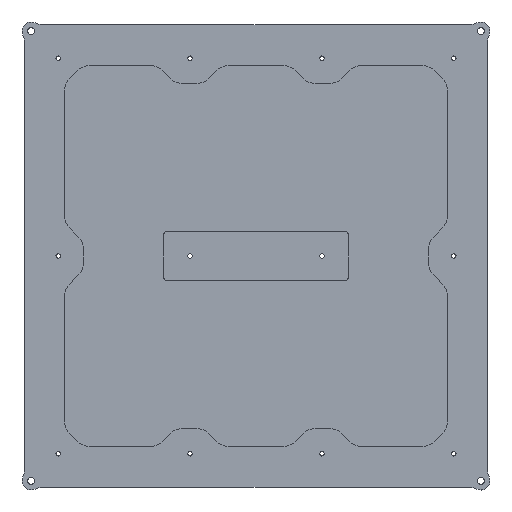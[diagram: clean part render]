
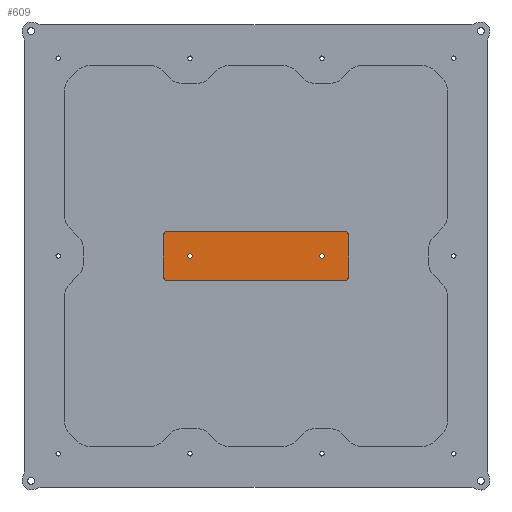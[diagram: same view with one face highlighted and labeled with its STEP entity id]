
A CAD part, top view. The second image highlights one B-rep face of the part: STEP entity #609.
In plain terms, the highlighted planar face has unit normal (0, 0, 1).
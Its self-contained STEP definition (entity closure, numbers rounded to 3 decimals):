
#92 = DIRECTION ( 'NONE',  ( 1., 0., 0. ) ) ;
#153 = DIRECTION ( 'NONE',  ( 0., 0., 1. ) ) ;
#163 = CIRCLE ( 'NONE', #2907, 1.025 ) ;
#182 = AXIS2_PLACEMENT_3D ( 'NONE', #3861, #622, #2450 ) ;
#202 = DIRECTION ( 'NONE',  ( 1., 0., 0. ) ) ;
#223 = FACE_BOUND ( 'NONE', #1313, .T. ) ;
#250 = CARTESIAN_POINT ( 'NONE',  ( -43., -11.5, 4. ) ) ;
#255 = EDGE_CURVE ( 'NONE', #2737, #286, #1811, .T. ) ;
#260 = CIRCLE ( 'NONE', #182, 2.5 ) ;
#286 = VERTEX_POINT ( 'NONE', #1106 ) ;
#308 = CARTESIAN_POINT ( 'NONE',  ( -29.475, 0., 4. ) ) ;
#384 = VERTEX_POINT ( 'NONE', #308 ) ;
#438 = ORIENTED_EDGE ( 'NONE', *, *, #957, .T. ) ;
#469 = CARTESIAN_POINT ( 'NONE',  ( -30.5, 0., 4. ) ) ;
#515 = DIRECTION ( 'NONE',  ( 1., 0., 0. ) ) ;
#578 = AXIS2_PLACEMENT_3D ( 'NONE', #1303, #3155, #4166 ) ;
#601 = VERTEX_POINT ( 'NONE', #4198 ) ;
#609 = ADVANCED_FACE ( 'NONE', ( #4605, #223, #2484 ), #656, .T. ) ;
#622 = DIRECTION ( 'NONE',  ( 0., 0., 1. ) ) ;
#631 = DIRECTION ( 'NONE',  ( 0., 0., 1. ) ) ;
#632 = EDGE_CURVE ( 'NONE', #286, #1540, #4625, .T. ) ;
#647 = DIRECTION ( 'NONE',  ( 1., 0., 0. ) ) ;
#656 = PLANE ( 'NONE',  #3269 ) ;
#666 = VERTEX_POINT ( 'NONE', #933 ) ;
#773 = CARTESIAN_POINT ( 'NONE',  ( 40.5, 9., 4. ) ) ;
#799 = ORIENTED_EDGE ( 'NONE', *, *, #825, .T. ) ;
#825 = EDGE_CURVE ( 'NONE', #2569, #2737, #1567, .T. ) ;
#844 = EDGE_LOOP ( 'NONE', ( #3359, #2594 ) ) ;
#878 = DIRECTION ( 'NONE',  ( 1., 0., 0. ) ) ;
#933 = CARTESIAN_POINT ( 'NONE',  ( 31.525, 0., 4. ) ) ;
#944 = AXIS2_PLACEMENT_3D ( 'NONE', #1351, #3563, #647 ) ;
#957 = EDGE_CURVE ( 'NONE', #1540, #3775, #1934, .T. ) ;
#982 = CIRCLE ( 'NONE', #1658, 1.025 ) ;
#988 = EDGE_CURVE ( 'NONE', #666, #2114, #1861, .T. ) ;
#1040 = CARTESIAN_POINT ( 'NONE',  ( 43., 11.5, 4. ) ) ;
#1052 = VECTOR ( 'NONE', #202, 1000. ) ;
#1106 = CARTESIAN_POINT ( 'NONE',  ( -43., 9., 4. ) ) ;
#1129 = DIRECTION ( 'NONE',  ( 0., 0., 1. ) ) ;
#1198 = VECTOR ( 'NONE', #3542, 1000. ) ;
#1215 = DIRECTION ( 'NONE',  ( 1., 0., 0. ) ) ;
#1230 = CARTESIAN_POINT ( 'NONE',  ( -30.5, 0., 4. ) ) ;
#1265 = EDGE_CURVE ( 'NONE', #601, #2569, #2786, .T. ) ;
#1303 = CARTESIAN_POINT ( 'NONE',  ( 30.5, 0., 4. ) ) ;
#1309 = CARTESIAN_POINT ( 'NONE',  ( -43., 11.5, 4. ) ) ;
#1313 = EDGE_LOOP ( 'NONE', ( #2194, #4096 ) ) ;
#1351 = CARTESIAN_POINT ( 'NONE',  ( -40.5, -9., 4. ) ) ;
#1382 = CARTESIAN_POINT ( 'NONE',  ( -31.525, 0., 4. ) ) ;
#1415 = CARTESIAN_POINT ( 'NONE',  ( 40.5, 11.5, 4. ) ) ;
#1443 = DIRECTION ( 'NONE',  ( 0., 1., 0. ) ) ;
#1468 = ORIENTED_EDGE ( 'NONE', *, *, #255, .T. ) ;
#1540 = VERTEX_POINT ( 'NONE', #1929 ) ;
#1567 = LINE ( 'NONE', #1925, #3387 ) ;
#1634 = ORIENTED_EDGE ( 'NONE', *, *, #4533, .T. ) ;
#1658 = AXIS2_PLACEMENT_3D ( 'NONE', #4100, #2243, #1215 ) ;
#1692 = VERTEX_POINT ( 'NONE', #1382 ) ;
#1713 = CARTESIAN_POINT ( 'NONE',  ( 0., 0., 4. ) ) ;
#1811 = CIRCLE ( 'NONE', #2181, 2.5 ) ;
#1861 = CIRCLE ( 'NONE', #578, 1.025 ) ;
#1885 = CARTESIAN_POINT ( 'NONE',  ( -40.5, 9., 4. ) ) ;
#1915 = DIRECTION ( 'NONE',  ( 0., 0., 1. ) ) ;
#1925 = CARTESIAN_POINT ( 'NONE',  ( -43., 11.5, 4. ) ) ;
#1929 = CARTESIAN_POINT ( 'NONE',  ( -43., -9., 4. ) ) ;
#1934 = CIRCLE ( 'NONE', #944, 2.5 ) ;
#2079 = VERTEX_POINT ( 'NONE', #4495 ) ;
#2114 = VERTEX_POINT ( 'NONE', #3883 ) ;
#2141 = EDGE_CURVE ( 'NONE', #2079, #4452, #260, .T. ) ;
#2158 = AXIS2_PLACEMENT_3D ( 'NONE', #1230, #2693, #878 ) ;
#2181 = AXIS2_PLACEMENT_3D ( 'NONE', #1885, #1129, #3261 ) ;
#2194 = ORIENTED_EDGE ( 'NONE', *, *, #2705, .F. ) ;
#2237 = CIRCLE ( 'NONE', #2158, 1.025 ) ;
#2243 = DIRECTION ( 'NONE',  ( 0., 0., 1. ) ) ;
#2360 = LINE ( 'NONE', #250, #1052 ) ;
#2441 = ORIENTED_EDGE ( 'NONE', *, *, #2141, .T. ) ;
#2450 = DIRECTION ( 'NONE',  ( 1., 0., 0. ) ) ;
#2484 = FACE_OUTER_BOUND ( 'NONE', #4031, .T. ) ;
#2565 = ORIENTED_EDGE ( 'NONE', *, *, #632, .T. ) ;
#2569 = VERTEX_POINT ( 'NONE', #1415 ) ;
#2594 = ORIENTED_EDGE ( 'NONE', *, *, #988, .F. ) ;
#2650 = CARTESIAN_POINT ( 'NONE',  ( 43., -9., 4. ) ) ;
#2693 = DIRECTION ( 'NONE',  ( 0., 0., 1. ) ) ;
#2705 = EDGE_CURVE ( 'NONE', #1692, #384, #163, .T. ) ;
#2718 = CARTESIAN_POINT ( 'NONE',  ( -40.5, -11.5, 4. ) ) ;
#2737 = VERTEX_POINT ( 'NONE', #4319 ) ;
#2786 = CIRCLE ( 'NONE', #4444, 2.5 ) ;
#2797 = EDGE_CURVE ( 'NONE', #4452, #601, #2909, .T. ) ;
#2907 = AXIS2_PLACEMENT_3D ( 'NONE', #469, #153, #515 ) ;
#2909 = LINE ( 'NONE', #1040, #3596 ) ;
#3080 = DIRECTION ( 'NONE',  ( -1., 0., 0. ) ) ;
#3155 = DIRECTION ( 'NONE',  ( 0., 0., 1. ) ) ;
#3261 = DIRECTION ( 'NONE',  ( 1., 0., 0. ) ) ;
#3269 = AXIS2_PLACEMENT_3D ( 'NONE', #1713, #631, #3870 ) ;
#3359 = ORIENTED_EDGE ( 'NONE', *, *, #4464, .F. ) ;
#3387 = VECTOR ( 'NONE', #3080, 1000. ) ;
#3542 = DIRECTION ( 'NONE',  ( 0., -1., 0. ) ) ;
#3563 = DIRECTION ( 'NONE',  ( 0., 0., 1. ) ) ;
#3596 = VECTOR ( 'NONE', #1443, 1000. ) ;
#3717 = ORIENTED_EDGE ( 'NONE', *, *, #2797, .T. ) ;
#3775 = VERTEX_POINT ( 'NONE', #2718 ) ;
#3847 = EDGE_CURVE ( 'NONE', #384, #1692, #2237, .T. ) ;
#3861 = CARTESIAN_POINT ( 'NONE',  ( 40.5, -9., 4. ) ) ;
#3870 = DIRECTION ( 'NONE',  ( 1., 0., 0. ) ) ;
#3883 = CARTESIAN_POINT ( 'NONE',  ( 29.475, 0., 4. ) ) ;
#4031 = EDGE_LOOP ( 'NONE', ( #2565, #438, #1634, #2441, #3717, #4304, #799, #1468 ) ) ;
#4096 = ORIENTED_EDGE ( 'NONE', *, *, #3847, .F. ) ;
#4100 = CARTESIAN_POINT ( 'NONE',  ( 30.5, 0., 4. ) ) ;
#4166 = DIRECTION ( 'NONE',  ( 1., 0., 0. ) ) ;
#4198 = CARTESIAN_POINT ( 'NONE',  ( 43., 9., 4. ) ) ;
#4304 = ORIENTED_EDGE ( 'NONE', *, *, #1265, .T. ) ;
#4319 = CARTESIAN_POINT ( 'NONE',  ( -40.5, 11.5, 4. ) ) ;
#4444 = AXIS2_PLACEMENT_3D ( 'NONE', #773, #1915, #92 ) ;
#4452 = VERTEX_POINT ( 'NONE', #2650 ) ;
#4464 = EDGE_CURVE ( 'NONE', #2114, #666, #982, .T. ) ;
#4495 = CARTESIAN_POINT ( 'NONE',  ( 40.5, -11.5, 4. ) ) ;
#4533 = EDGE_CURVE ( 'NONE', #3775, #2079, #2360, .T. ) ;
#4605 = FACE_BOUND ( 'NONE', #844, .T. ) ;
#4625 = LINE ( 'NONE', #1309, #1198 ) ;
